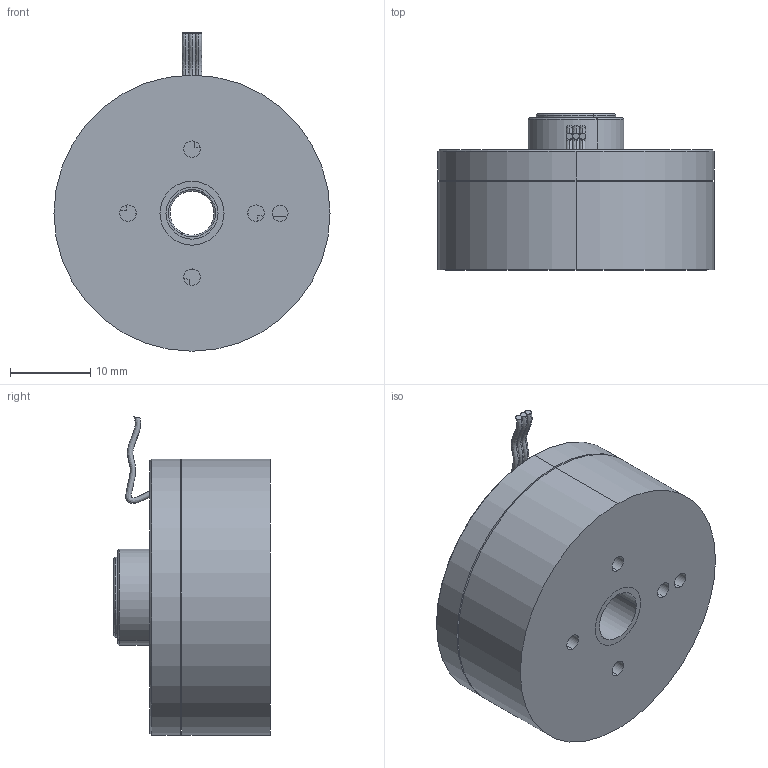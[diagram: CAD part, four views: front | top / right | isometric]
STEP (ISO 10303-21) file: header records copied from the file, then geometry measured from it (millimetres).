
FILE_DESCRIPTION (( 'STEP AP203' ), '1' );
FILE_NAME ('2804直流无刷总装配体.STEP', '2025-06-07T06:26:53', ( '' ), ( '' ), 'SwSTEP 2.0', 'SolidWorks 2024', '' );
FILE_SCHEMA (( 'CONFIG_CONTROL_DESIGN' ));
Length unit declared in the file: millimetre
Products named in the file (9): 2804线圈; 2804直流无刷总装配体; 转子轴; MZ128ZZ深沟球轴承; 转子壳; 直流无刷电机2804-定子; 转子磁铁; 2804电机转子组件; 直流无刷电机2804-径向磁铁
Assembly tree (9 placements, depth 3):
  2804直流无刷总装配体
    直流无刷电机2804-定子
    直流无刷电机2804-径向磁铁
    2804电机转子组件
      转子壳
      转子轴
      转子磁铁
    2804线圈
    MZ128ZZ深沟球轴承  x2
Bounding box: 34.5 x 19.5 x 39.79 mm (x, y, z)
Volume: 8436.3 mm3; surface area: 12729.9 mm2
Topology: 9 solids, 9 shells, 180 faces, 426 edges, 274 vertices
Faces by surface type: cylinder 92, plane 52, torus 24, cone 6, bspline 6
Entity records: 7177 total; most frequent: CARTESIAN_POINT 2071, DIRECTION 964, ORIENTED_EDGE 796, AXIS2_PLACEMENT_3D 399, EDGE_CURVE 398, VERTEX_POINT 258, CIRCLE 226, EDGE_LOOP 212
